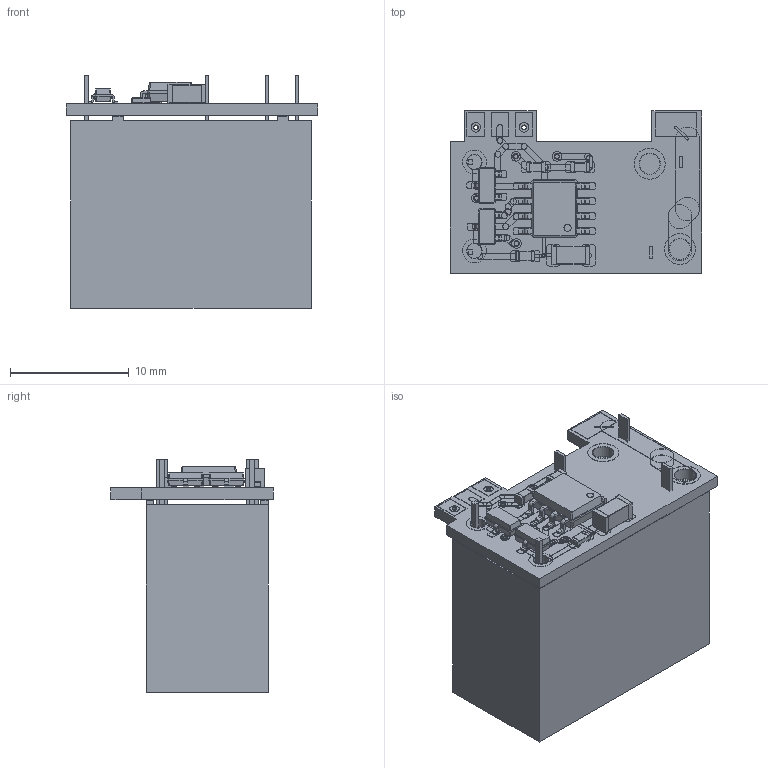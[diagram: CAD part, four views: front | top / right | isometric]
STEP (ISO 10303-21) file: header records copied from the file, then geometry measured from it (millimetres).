
FILE_DESCRIPTION(('KiCad electronic assembly'),'2;1');
FILE_NAME('bistable-relay.step','2024-11-24T22:01:03',('Pcbnew'),( 'Kicad'),'Open CASCADE STEP processor 7.6','KiCad to STEP converter' ,'Unknown');
FILE_SCHEMA(('AUTOMOTIVE_DESIGN { 1 0 10303 214 1 1 1 1 }'));
Length unit declared in the file: millimetre
Products named in the file (155): bistable-relay 1; C_0603_1608Metric; C_1206_3216Metric; R_0603_1608Metric; SOT-23; SOT_23; SOIC-8_3.9x4.9mm_P1.27mm; SOIC_8_39x49mm_P127mm; G5Q_14_EU; bistable-relay_track_1; bistable-relay_track_2; bistable-relay_track_3; bistable-relay_track_4; bistable-relay_track_5; bistable-relay_track_6; bistable-relay_track_7; bistable-relay_track_8; bistable-relay_track_9; bistable-relay_track_10; bistable-relay_track_11; bistable-relay_track_12; bistable-relay_track_13; bistable-relay_track_14; bistable-relay_track_15; bistable-relay_track_16; bistable-relay_track_17; bistable-relay_track_18; bistable-relay_track_19; bistable-relay_track_20; bistable-relay_track_21; bistable-relay_track_22; bistable-relay_track_23; bistable-relay_track_24; bistable-relay_track_25; bistable-relay_track_26; bistable-relay_track_27; bistable-relay_track_28; bistable-relay_track_29; bistable-relay_track_30; bistable-relay_track_31 ...
Assembly tree (156 placements, depth 3):
  bistable-relay 1
    C_0603_1608Metric  x2
      C_0603_1608Metric
    C_1206_3216Metric
      C_1206_3216Metric
    R_0603_1608Metric
      R_0603_1608Metric
    SOT-23  x2
      SOT_23
    SOIC-8_3.9x4.9mm_P1.27mm
      SOIC_8_39x49mm_P127mm
    G5Q_14_EU
      G5Q_14_EU
    bistable-relay_track_1
    bistable-relay_track_2
    bistable-relay_track_3
    bistable-relay_track_4
    bistable-relay_track_5
    bistable-relay_track_6
    bistable-relay_track_7
    bistable-relay_track_8
    bistable-relay_track_9
    bistable-relay_track_10
    bistable-relay_track_11
    bistable-relay_track_12
    bistable-relay_track_13
    bistable-relay_track_14
    bistable-relay_track_15
    bistable-relay_track_16
    bistable-relay_track_17
    bistable-relay_track_18
    bistable-relay_track_19
    bistable-relay_track_20
    bistable-relay_track_21
    bistable-relay_track_22
    bistable-relay_track_23
    bistable-relay_track_24
    bistable-relay_track_25
    bistable-relay_track_26
    bistable-relay_track_27
    bistable-relay_track_28
    bistable-relay_track_29
    bistable-relay_track_30
    bistable-relay_track_31
    bistable-relay_track_32
    bistable-relay_track_33
    bistable-relay_track_34
    bistable-relay_track_35
    bistable-relay_track_36
    bistable-relay_track_37
    bistable-relay_track_38
    bistable-relay_track_39
    bistable-relay_track_40
    bistable-relay_track_41
    bistable-relay_track_42
    bistable-relay_track_43
    bistable-relay_track_44
    bistable-relay_track_45
    bistable-relay_track_46
    bistable-relay_track_47
Bounding box: 21.2 x 13.69 x 19.6 mm (x, y, z)
Volume: 3615.4 mm3; surface area: 2620.7 mm2
Topology: 147 solids, 147 shells, 1643 faces, 3858 edges, 2524 vertices
Faces by surface type: plane 1179, cylinder 378, bspline 86
Full cylindrical faces by diameter (mm): 0.35 x47, 0.4 x18, 0.6 x1, 0.8 x18, 1.25 x6, 1.3 x4, 1.75 x9, 1.8 x4, 2 x4, 2.6 x4
Entity records: 49869 total; most frequent: CARTESIAN_POINT 7913, DIRECTION 7524, ORIENTED_EDGE 7212, EDGE_CURVE 3606, LINE 2834, VECTOR 2834, VERTEX_POINT 2370, AXIS2_PLACEMENT_3D 2345
